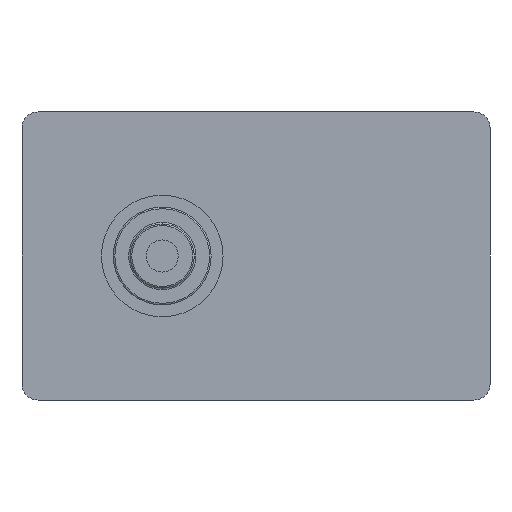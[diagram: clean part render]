
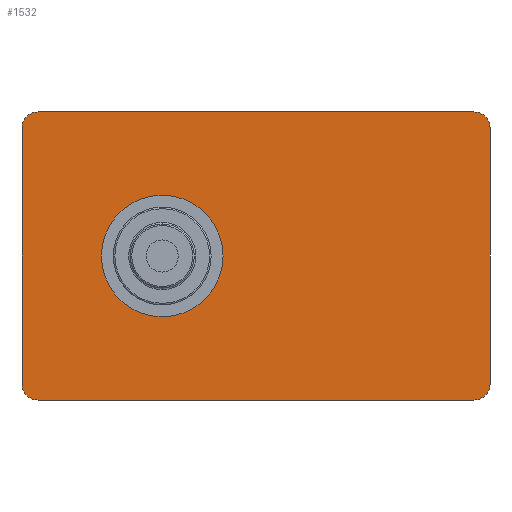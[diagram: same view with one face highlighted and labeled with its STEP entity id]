
A CAD part, left-side view. The second image highlights one B-rep face of the part: STEP entity #1532.
In plain terms, the highlighted planar face has unit normal (-1, 0, 0).
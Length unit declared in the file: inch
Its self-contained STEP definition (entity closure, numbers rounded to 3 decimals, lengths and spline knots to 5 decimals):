
#430 = EDGE_CURVE ( 'NONE', #732, #731, #2112, .T. ) ;
#431 = EDGE_CURVE ( 'NONE', #1584, #1583, #2111, .T. ) ;
#432 = EDGE_CURVE ( 'NONE', #1581, #1582, #2113, .T. ) ;
#433 = EDGE_CURVE ( 'NONE', #1584, #1585, #2118, .T. ) ;
#434 = EDGE_CURVE ( 'NONE', #1580, #1581, #2120, .T. ) ;
#435 = EDGE_CURVE ( 'NONE', #1579, #1580, #2116, .T. ) ;
#436 = EDGE_CURVE ( 'NONE', #1582, #1583, #2123, .T. ) ;
#437 = EDGE_CURVE ( 'NONE', #1586, #1585, #2115, .T. ) ;
#438 = EDGE_CURVE ( 'NONE', #1586, #1579, #2125, .T. ) ;
#539 = EDGE_CURVE ( 'NONE', #731, #732, #2280, .T. ) ;
#731 = VERTEX_POINT ( 'NONE', #3569 ) ;
#732 = VERTEX_POINT ( 'NONE', #3570 ) ;
#906 = AXIS2_PLACEMENT_3D ( 'NONE', #2439, #2440, #2441 ) ;
#908 = AXIS2_PLACEMENT_3D ( 'NONE', #2446, #2448, #2449 ) ;
#909 = AXIS2_PLACEMENT_3D ( 'NONE', #2443, #2451, #2452 ) ;
#911 = AXIS2_PLACEMENT_3D ( 'NONE', #2447, #2455, #2456 ) ;
#912 = AXIS2_PLACEMENT_3D ( 'NONE', #2450, #2459, #2460 ) ;
#955 = AXIS2_PLACEMENT_3D ( 'NONE', #2721, #2722, #2723 ) ;
#1104 = AXIS2_PLACEMENT_3D ( 'NONE', #5001, #5004, #5005 ) ;
#1532 = ADVANCED_FACE ( 'NONE', ( #3887, #3890 ), #5002, .T. ) ;
#1579 = VERTEX_POINT ( 'NONE', #5097 ) ;
#1580 = VERTEX_POINT ( 'NONE', #5098 ) ;
#1581 = VERTEX_POINT ( 'NONE', #5099 ) ;
#1582 = VERTEX_POINT ( 'NONE', #5100 ) ;
#1583 = VERTEX_POINT ( 'NONE', #5135 ) ;
#1584 = VERTEX_POINT ( 'NONE', #5136 ) ;
#1585 = VERTEX_POINT ( 'NONE', #5137 ) ;
#1586 = VERTEX_POINT ( 'NONE', #5138 ) ;
#1770 = ORIENTED_EDGE ( 'NONE', *, *, #435, .T. ) ;
#1771 = ORIENTED_EDGE ( 'NONE', *, *, #434, .T. ) ;
#1772 = ORIENTED_EDGE ( 'NONE', *, *, #432, .T. ) ;
#1773 = ORIENTED_EDGE ( 'NONE', *, *, #436, .T. ) ;
#1774 = ORIENTED_EDGE ( 'NONE', *, *, #431, .F. ) ;
#1775 = ORIENTED_EDGE ( 'NONE', *, *, #433, .T. ) ;
#1776 = ORIENTED_EDGE ( 'NONE', *, *, #437, .F. ) ;
#1777 = ORIENTED_EDGE ( 'NONE', *, *, #438, .T. ) ;
#1778 = ORIENTED_EDGE ( 'NONE', *, *, #539, .F. ) ;
#1779 = ORIENTED_EDGE ( 'NONE', *, *, #430, .F. ) ;
#1793 = EDGE_LOOP ( 'NONE', ( #1770, #1771, #1772, #1773, #1774, #1775, #1776, #1777 ) ) ;
#1798 = EDGE_LOOP ( 'NONE', ( #1778, #1779 ) ) ;
#2101 = VECTOR ( 'NONE', #2442, 39.37008 ) ;
#2111 = LINE ( 'NONE', #2412, #2101 ) ;
#2112 = CIRCLE ( 'NONE', #906, 0.45 ) ;
#2113 = LINE ( 'NONE', #2444, #2114 ) ;
#2114 = VECTOR ( 'NONE', #2445, 39.37008 ) ;
#2115 = LINE ( 'NONE', #2457, #2119 ) ;
#2116 = LINE ( 'NONE', #2453, #2117 ) ;
#2117 = VECTOR ( 'NONE', #2454, 39.37008 ) ;
#2118 = CIRCLE ( 'NONE', #908, 0.25 ) ;
#2119 = VECTOR ( 'NONE', #2458, 39.37008 ) ;
#2120 = CIRCLE ( 'NONE', #909, 0.25 ) ;
#2123 = CIRCLE ( 'NONE', #911, 0.25 ) ;
#2125 = CIRCLE ( 'NONE', #912, 0.25 ) ;
#2280 = CIRCLE ( 'NONE', #955, 0.45 ) ;
#2412 = CARTESIAN_POINT ( 'NONE',  ( 1.25, 2.19, 2.25 ) ) ;
#2439 = CARTESIAN_POINT ( 'NONE',  ( 1.25, 0., 0. ) ) ;
#2440 = DIRECTION ( 'NONE',  ( -1., 0., 0. ) ) ;
#2441 = DIRECTION ( 'NONE',  ( 0., 0., 1. ) ) ;
#2442 = DIRECTION ( 'NONE',  ( 0., -1., 0. ) ) ;
#2443 = CARTESIAN_POINT ( 'NONE',  ( 1.25, -4.87, -2. ) ) ;
#2444 = CARTESIAN_POINT ( 'NONE',  ( 1.25, -5.12, -1.69 ) ) ;
#2445 = DIRECTION ( 'NONE',  ( 0., 0., 1. ) ) ;
#2446 = CARTESIAN_POINT ( 'NONE',  ( 1.25, 1.94, 2. ) ) ;
#2447 = CARTESIAN_POINT ( 'NONE',  ( 1.25, -4.87, 2. ) ) ;
#2448 = DIRECTION ( 'NONE',  ( -1., 0., 0. ) ) ;
#2449 = DIRECTION ( 'NONE',  ( 0., 0., 1. ) ) ;
#2450 = CARTESIAN_POINT ( 'NONE',  ( 1.25, 1.94, -2. ) ) ;
#2451 = DIRECTION ( 'NONE',  ( -1., 0., 0. ) ) ;
#2452 = DIRECTION ( 'NONE',  ( 0., 0., 1. ) ) ;
#2453 = CARTESIAN_POINT ( 'NONE',  ( 1.25, 2.19, -2.25 ) ) ;
#2454 = DIRECTION ( 'NONE',  ( 0., -1., 0. ) ) ;
#2455 = DIRECTION ( 'NONE',  ( -1., 0., 0. ) ) ;
#2456 = DIRECTION ( 'NONE',  ( 0., 0., 1. ) ) ;
#2457 = CARTESIAN_POINT ( 'NONE',  ( 1.25, 2.19, -1.69 ) ) ;
#2458 = DIRECTION ( 'NONE',  ( 0., 0., 1. ) ) ;
#2459 = DIRECTION ( 'NONE',  ( -1., 0., 0. ) ) ;
#2460 = DIRECTION ( 'NONE',  ( 0., 0., 1. ) ) ;
#2721 = CARTESIAN_POINT ( 'NONE',  ( 1.25, 0., 0. ) ) ;
#2722 = DIRECTION ( 'NONE',  ( -1., 0., 0. ) ) ;
#2723 = DIRECTION ( 'NONE',  ( 0., 0., 1. ) ) ;
#3569 = CARTESIAN_POINT ( 'NONE',  ( 1.25, 0., 0.45 ) ) ;
#3570 = CARTESIAN_POINT ( 'NONE',  ( 1.25, 0., -0.45 ) ) ;
#3887 = FACE_OUTER_BOUND ( 'NONE', #1793, .T. ) ;
#3890 = FACE_BOUND ( 'NONE', #1798, .T. ) ;
#5001 = CARTESIAN_POINT ( 'NONE',  ( 1.25, 0.45, 0. ) ) ;
#5002 = PLANE ( 'NONE',  #1104 ) ;
#5004 = DIRECTION ( 'NONE',  ( -1., 0., 0. ) ) ;
#5005 = DIRECTION ( 'NONE',  ( 0., 0., 1. ) ) ;
#5097 = CARTESIAN_POINT ( 'NONE',  ( 1.25, 1.94, -2.25 ) ) ;
#5098 = CARTESIAN_POINT ( 'NONE',  ( 1.25, -4.87, -2.25 ) ) ;
#5099 = CARTESIAN_POINT ( 'NONE',  ( 1.25, -5.12, -2. ) ) ;
#5100 = CARTESIAN_POINT ( 'NONE',  ( 1.25, -5.12, 2. ) ) ;
#5135 = CARTESIAN_POINT ( 'NONE',  ( 1.25, -4.87, 2.25 ) ) ;
#5136 = CARTESIAN_POINT ( 'NONE',  ( 1.25, 1.94, 2.25 ) ) ;
#5137 = CARTESIAN_POINT ( 'NONE',  ( 1.25, 2.19, 2. ) ) ;
#5138 = CARTESIAN_POINT ( 'NONE',  ( 1.25, 2.19, -2. ) ) ;
